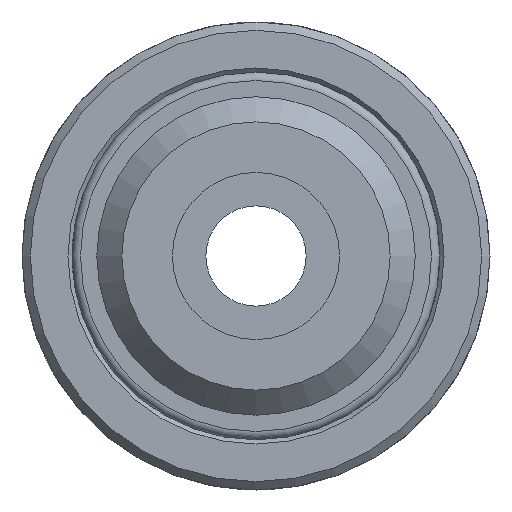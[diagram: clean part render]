
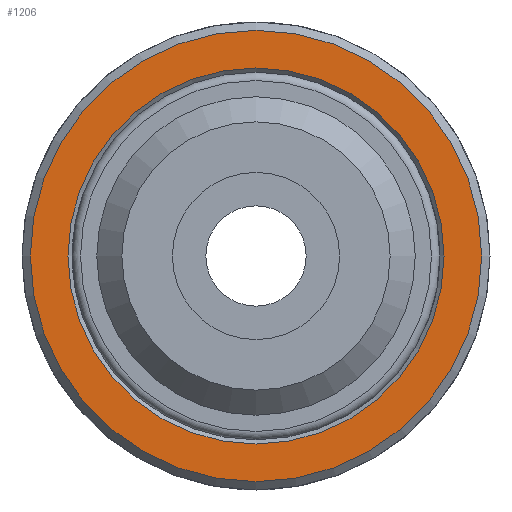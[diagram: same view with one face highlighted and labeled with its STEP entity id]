
A CAD part, left-side view. The second image highlights one B-rep face of the part: STEP entity #1206.
In plain terms, the highlighted planar face has unit normal (-1, 0, 0).
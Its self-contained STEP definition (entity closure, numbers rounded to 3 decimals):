
#183=FACE_BOUND('',#319,.T.);
#244=FACE_OUTER_BOUND('',#318,.T.);
#318=EDGE_LOOP('',(#1079,#1080));
#319=EDGE_LOOP('',(#1081,#1082));
#428=CIRCLE('',#1394,11.25);
#429=CIRCLE('',#1395,11.25);
#430=CIRCLE('',#1397,13.5);
#431=CIRCLE('',#1398,13.5);
#560=VERTEX_POINT('',#2206);
#561=VERTEX_POINT('',#2208);
#562=VERTEX_POINT('',#2212);
#563=VERTEX_POINT('',#2213);
#740=EDGE_CURVE('',#561,#560,#428,.T.);
#741=EDGE_CURVE('',#560,#561,#429,.T.);
#742=EDGE_CURVE('',#562,#563,#430,.T.);
#743=EDGE_CURVE('',#563,#562,#431,.T.);
#1079=ORIENTED_EDGE('',*,*,#742,.F.);
#1080=ORIENTED_EDGE('',*,*,#743,.F.);
#1081=ORIENTED_EDGE('',*,*,#740,.T.);
#1082=ORIENTED_EDGE('',*,*,#741,.T.);
#1145=PLANE('',#1396);
#1206=ADVANCED_FACE('',(#244,#183),#1145,.T.);
#1394=AXIS2_PLACEMENT_3D('',#2209,#1784,#1785);
#1395=AXIS2_PLACEMENT_3D('',#2210,#1786,#1787);
#1396=AXIS2_PLACEMENT_3D('',#2211,#1788,#1789);
#1397=AXIS2_PLACEMENT_3D('',#2214,#1790,#1791);
#1398=AXIS2_PLACEMENT_3D('',#2215,#1792,#1793);
#1784=DIRECTION('center_axis',(1.,0.,0.));
#1785=DIRECTION('ref_axis',(0.,0.,-1.));
#1786=DIRECTION('center_axis',(1.,0.,0.));
#1787=DIRECTION('ref_axis',(0.,0.,-1.));
#1788=DIRECTION('center_axis',(-1.,0.,0.));
#1789=DIRECTION('ref_axis',(0.,0.,1.));
#1790=DIRECTION('center_axis',(1.,0.,0.));
#1791=DIRECTION('ref_axis',(0.,0.,-1.));
#1792=DIRECTION('center_axis',(1.,0.,0.));
#1793=DIRECTION('ref_axis',(0.,0.,-1.));
#2206=CARTESIAN_POINT('',(17.6,-11.25,0.));
#2208=CARTESIAN_POINT('',(17.6,11.25,0.));
#2209=CARTESIAN_POINT('Origin',(17.6,0.,0.));
#2210=CARTESIAN_POINT('Origin',(17.6,0.,0.));
#2211=CARTESIAN_POINT('Origin',(17.6,13.5,0.));
#2212=CARTESIAN_POINT('',(17.6,13.5,0.));
#2213=CARTESIAN_POINT('',(17.6,-13.5,0.));
#2214=CARTESIAN_POINT('Origin',(17.6,0.,0.));
#2215=CARTESIAN_POINT('Origin',(17.6,0.,0.));
